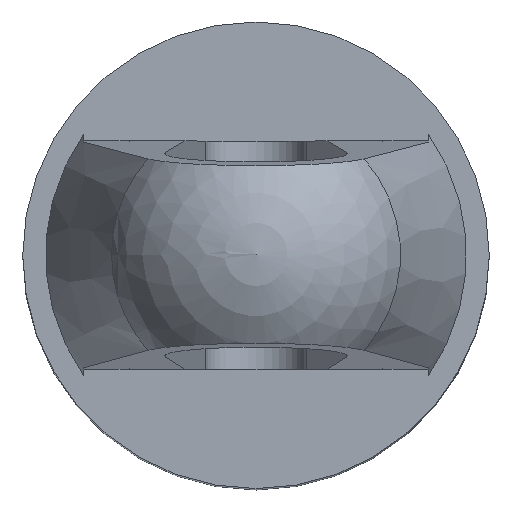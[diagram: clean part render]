
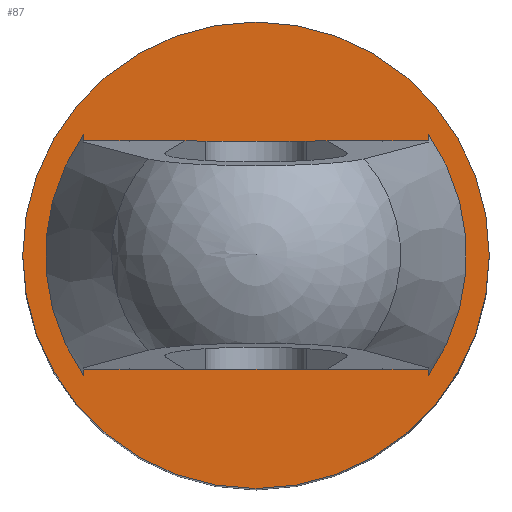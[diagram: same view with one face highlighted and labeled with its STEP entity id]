
A CAD part, top view. The second image highlights one B-rep face of the part: STEP entity #87.
In plain terms, the highlighted planar face has unit normal (0, 0, 1).
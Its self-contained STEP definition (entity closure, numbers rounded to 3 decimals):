
#87 = ADVANCED_FACE( '', ( #203, #204 ), #205, .T. );
#203 = FACE_BOUND( '', #350, .T. );
#204 = FACE_OUTER_BOUND( '', #351, .T. );
#205 = PLANE( '', #352 );
#350 = EDGE_LOOP( '', ( #552, #553, #554, #555, #556, #557 ) );
#351 = EDGE_LOOP( '', ( #558 ) );
#352 = AXIS2_PLACEMENT_3D( '', #559, #560, #561 );
#552 = ORIENTED_EDGE( '', *, *, #947, .T. );
#553 = ORIENTED_EDGE( '', *, *, #948, .F. );
#554 = ORIENTED_EDGE( '', *, *, #949, .F. );
#555 = ORIENTED_EDGE( '', *, *, #950, .T. );
#556 = ORIENTED_EDGE( '', *, *, #951, .T. );
#557 = ORIENTED_EDGE( '', *, *, #952, .T. );
#558 = ORIENTED_EDGE( '', *, *, #953, .F. );
#559 = CARTESIAN_POINT( '', ( -1.675, 0., 4. ) );
#560 = DIRECTION( '', ( 0., 0., 1. ) );
#561 = DIRECTION( '', ( 1., 0., 0. ) );
#947 = EDGE_CURVE( '', #1160, #1161, #1162, .T. );
#948 = EDGE_CURVE( '', #1163, #1161, #1164, .T. );
#949 = EDGE_CURVE( '', #1165, #1163, #1166, .T. );
#950 = EDGE_CURVE( '', #1165, #1167, #1168, .T. );
#951 = EDGE_CURVE( '', #1167, #1169, #1170, .T. );
#952 = EDGE_CURVE( '', #1169, #1160, #1171, .T. );
#953 = EDGE_CURVE( '', #1172, #1172, #1173, .T. );
#1160 = VERTEX_POINT( '', #1465 );
#1161 = VERTEX_POINT( '', #1466 );
#1162 = CIRCLE( '', #1467, 1.675 );
#1163 = VERTEX_POINT( '', #1468 );
#1164 = LINE( '', #1469, #1470 );
#1165 = VERTEX_POINT( '', #1471 );
#1166 = LINE( '', #1472, #1473 );
#1167 = VERTEX_POINT( '', #1474 );
#1168 = CIRCLE( '', #1475, 1.675 );
#1169 = VERTEX_POINT( '', #1476 );
#1170 = LINE( '', #1477, #1478 );
#1171 = LINE( '', #1479, #1480 );
#1172 = VERTEX_POINT( '', #1481 );
#1173 = CIRCLE( '', #1482, 2.3 );
#1465 = CARTESIAN_POINT( '', ( -1.241, -1.125, 4. ) );
#1466 = CARTESIAN_POINT( '', ( -1.241, 1.125, 4. ) );
#1467 = AXIS2_PLACEMENT_3D( '', #1725, #1726, #1727 );
#1468 = CARTESIAN_POINT( '', ( 0., 1.125, 4. ) );
#1469 = CARTESIAN_POINT( '', ( 1.7, 1.125, 4. ) );
#1470 = VECTOR( '', #1728, 1000. );
#1471 = CARTESIAN_POINT( '', ( 1.241, 1.125, 4. ) );
#1472 = CARTESIAN_POINT( '', ( 1.7, 1.125, 4. ) );
#1473 = VECTOR( '', #1729, 1000. );
#1474 = CARTESIAN_POINT( '', ( 1.241, -1.125, 4. ) );
#1475 = AXIS2_PLACEMENT_3D( '', #1730, #1731, #1732 );
#1476 = CARTESIAN_POINT( '', ( 0., -1.125, 4. ) );
#1477 = CARTESIAN_POINT( '', ( 1.7, -1.125, 4. ) );
#1478 = VECTOR( '', #1733, 1000. );
#1479 = CARTESIAN_POINT( '', ( 1.7, -1.125, 4. ) );
#1480 = VECTOR( '', #1734, 1000. );
#1481 = CARTESIAN_POINT( '', ( -2.3, 0., 4. ) );
#1482 = AXIS2_PLACEMENT_3D( '', #1735, #1736, #1737 );
#1725 = CARTESIAN_POINT( '', ( 0., 0., 4. ) );
#1726 = DIRECTION( '', ( 0., 0., -1. ) );
#1727 = DIRECTION( '', ( -1., 0., 0. ) );
#1728 = DIRECTION( '', ( -1., 0., 0. ) );
#1729 = DIRECTION( '', ( -1., 0., 0. ) );
#1730 = CARTESIAN_POINT( '', ( 0., 0., 4. ) );
#1731 = DIRECTION( '', ( 0., 0., -1. ) );
#1732 = DIRECTION( '', ( -1., 0., 0. ) );
#1733 = DIRECTION( '', ( -1., 0., 0. ) );
#1734 = DIRECTION( '', ( -1., 0., 0. ) );
#1735 = CARTESIAN_POINT( '', ( 0., 0., 4. ) );
#1736 = DIRECTION( '', ( 0., 0., -1. ) );
#1737 = DIRECTION( '', ( -1., 0., 0. ) );
